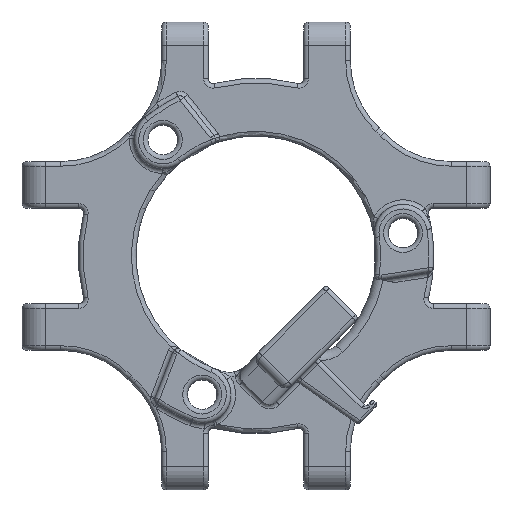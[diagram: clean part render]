
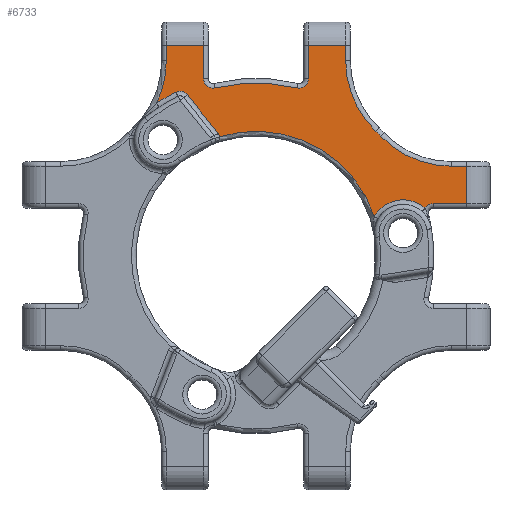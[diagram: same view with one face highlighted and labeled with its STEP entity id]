
A CAD part, top view. The second image highlights one B-rep face of the part: STEP entity #6733.
In plain terms, the highlighted planar face has unit normal (0, 0, 1).
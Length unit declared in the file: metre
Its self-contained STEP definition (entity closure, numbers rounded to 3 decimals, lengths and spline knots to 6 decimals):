
#297=PLANE('',#7273);
#414=LINE('',#10963,#722);
#415=LINE('',#10965,#723);
#416=LINE('',#10967,#724);
#417=LINE('',#10975,#725);
#418=LINE('',#10977,#726);
#419=LINE('',#10979,#727);
#420=LINE('',#10987,#728);
#421=LINE('',#10989,#729);
#422=LINE('',#10991,#730);
#423=LINE('',#10999,#731);
#424=LINE('',#11001,#732);
#722=VECTOR('',#8419,1.);
#723=VECTOR('',#8420,1.);
#724=VECTOR('',#8421,1.);
#725=VECTOR('',#8428,1.);
#726=VECTOR('',#8429,1.);
#727=VECTOR('',#8430,1.);
#728=VECTOR('',#8437,1.);
#729=VECTOR('',#8438,1.);
#730=VECTOR('',#8439,1.);
#731=VECTOR('',#8446,1.);
#732=VECTOR('',#8447,1.);
#1019=CIRCLE('',#7274,0.02675);
#1020=CIRCLE('',#7275,0.007175);
#1021=CIRCLE('',#7276,0.002);
#1022=CIRCLE('',#7277,0.021);
#1023=CIRCLE('',#7278,0.0371);
#1024=CIRCLE('',#7279,0.021);
#1025=CIRCLE('',#7280,0.002);
#1026=CIRCLE('',#7281,0.0371);
#1027=CIRCLE('',#7282,0.002);
#1028=CIRCLE('',#7283,0.021);
#1029=CIRCLE('',#7284,0.0391);
#1030=CIRCLE('',#7285,0.002);
#1657=ORIENTED_EDGE('',*,*,#3758,.T.);
#1658=ORIENTED_EDGE('',*,*,#3759,.T.);
#1659=ORIENTED_EDGE('',*,*,#3760,.T.);
#1660=ORIENTED_EDGE('',*,*,#3761,.T.);
#1661=ORIENTED_EDGE('',*,*,#3762,.T.);
#1662=ORIENTED_EDGE('',*,*,#3763,.T.);
#1663=ORIENTED_EDGE('',*,*,#3764,.T.);
#1664=ORIENTED_EDGE('',*,*,#3765,.T.);
#1665=ORIENTED_EDGE('',*,*,#3766,.T.);
#1666=ORIENTED_EDGE('',*,*,#3767,.T.);
#1667=ORIENTED_EDGE('',*,*,#3768,.F.);
#1668=ORIENTED_EDGE('',*,*,#3769,.T.);
#1669=ORIENTED_EDGE('',*,*,#3770,.F.);
#1670=ORIENTED_EDGE('',*,*,#3771,.T.);
#1671=ORIENTED_EDGE('',*,*,#3772,.F.);
#1672=ORIENTED_EDGE('',*,*,#3773,.T.);
#1673=ORIENTED_EDGE('',*,*,#3774,.T.);
#1674=ORIENTED_EDGE('',*,*,#3775,.T.);
#1675=ORIENTED_EDGE('',*,*,#3776,.T.);
#1676=ORIENTED_EDGE('',*,*,#3777,.T.);
#1677=ORIENTED_EDGE('',*,*,#3778,.T.);
#1678=ORIENTED_EDGE('',*,*,#3779,.T.);
#1679=ORIENTED_EDGE('',*,*,#3780,.T.);
#3758=EDGE_CURVE('',#4808,#4809,#1019,.F.);
#3759=EDGE_CURVE('',#4809,#4810,#1020,.F.);
#3760=EDGE_CURVE('',#4810,#4811,#1021,.F.);
#3761=EDGE_CURVE('',#4811,#4812,#414,.T.);
#3762=EDGE_CURVE('',#4812,#4813,#415,.T.);
#3763=EDGE_CURVE('',#4813,#4814,#416,.F.);
#3764=EDGE_CURVE('',#4814,#4815,#1022,.F.);
#3765=EDGE_CURVE('',#4815,#4816,#1023,.T.);
#3766=EDGE_CURVE('',#4816,#4817,#1024,.F.);
#3767=EDGE_CURVE('',#4817,#4818,#417,.T.);
#3768=EDGE_CURVE('',#4819,#4818,#418,.T.);
#3769=EDGE_CURVE('',#4819,#4820,#419,.F.);
#3770=EDGE_CURVE('',#4821,#4820,#1025,.T.);
#3771=EDGE_CURVE('',#4821,#4822,#1026,.T.);
#3772=EDGE_CURVE('',#4823,#4822,#1027,.T.);
#3773=EDGE_CURVE('',#4823,#4824,#420,.T.);
#3774=EDGE_CURVE('',#4824,#4825,#421,.T.);
#3775=EDGE_CURVE('',#4825,#4826,#422,.F.);
#3776=EDGE_CURVE('',#4826,#4827,#1028,.F.);
#3777=EDGE_CURVE('',#4827,#4828,#1029,.F.);
#3778=EDGE_CURVE('',#4828,#4829,#1030,.F.);
#3779=EDGE_CURVE('',#4829,#4830,#423,.T.);
#3780=EDGE_CURVE('',#4830,#4808,#424,.F.);
#4808=VERTEX_POINT('',#10957);
#4809=VERTEX_POINT('',#10958);
#4810=VERTEX_POINT('',#10960);
#4811=VERTEX_POINT('',#10962);
#4812=VERTEX_POINT('',#10964);
#4813=VERTEX_POINT('',#10966);
#4814=VERTEX_POINT('',#10968);
#4815=VERTEX_POINT('',#10970);
#4816=VERTEX_POINT('',#10972);
#4817=VERTEX_POINT('',#10974);
#4818=VERTEX_POINT('',#10976);
#4819=VERTEX_POINT('',#10978);
#4820=VERTEX_POINT('',#10980);
#4821=VERTEX_POINT('',#10982);
#4822=VERTEX_POINT('',#10984);
#4823=VERTEX_POINT('',#10986);
#4824=VERTEX_POINT('',#10988);
#4825=VERTEX_POINT('',#10990);
#4826=VERTEX_POINT('',#10992);
#4827=VERTEX_POINT('',#10994);
#4828=VERTEX_POINT('',#10996);
#4829=VERTEX_POINT('',#10998);
#4830=VERTEX_POINT('',#11000);
#5469=EDGE_LOOP('',(#1657,#1658,#1659,#1660,#1661,#1662,#1663,#1664,#1665,
#1666,#1667,#1668,#1669,#1670,#1671,#1672,#1673,#1674,#1675,#1676,#1677,
#1678,#1679));
#6017=FACE_BOUND('',#5469,.T.);
#6733=ADVANCED_FACE('',(#6017),#297,.T.);
#7273=AXIS2_PLACEMENT_3D('',#10955,#8411,#8412);
#7274=AXIS2_PLACEMENT_3D('',#10956,#8413,#8414);
#7275=AXIS2_PLACEMENT_3D('',#10959,#8415,#8416);
#7276=AXIS2_PLACEMENT_3D('',#10961,#8417,#8418);
#7277=AXIS2_PLACEMENT_3D('',#10969,#8422,#8423);
#7278=AXIS2_PLACEMENT_3D('',#10971,#8424,#8425);
#7279=AXIS2_PLACEMENT_3D('',#10973,#8426,#8427);
#7280=AXIS2_PLACEMENT_3D('',#10981,#8431,#8432);
#7281=AXIS2_PLACEMENT_3D('',#10983,#8433,#8434);
#7282=AXIS2_PLACEMENT_3D('',#10985,#8435,#8436);
#7283=AXIS2_PLACEMENT_3D('',#10993,#8440,#8441);
#7284=AXIS2_PLACEMENT_3D('',#10995,#8442,#8443);
#7285=AXIS2_PLACEMENT_3D('',#10997,#8444,#8445);
#8411=DIRECTION('',(0.,0.,1.));
#8412=DIRECTION('',(1.,0.,0.));
#8413=DIRECTION('',(0.,0.,1.));
#8414=DIRECTION('',(1.,0.,0.));
#8415=DIRECTION('',(0.,0.,1.));
#8416=DIRECTION('',(1.,0.,0.));
#8417=DIRECTION('',(0.,0.,1.));
#8418=DIRECTION('',(1.,0.,0.));
#8419=DIRECTION('',(1.,0.,0.));
#8420=DIRECTION('',(0.,1.,0.));
#8421=DIRECTION('',(1.,0.,0.));
#8422=DIRECTION('',(0.,0.,1.));
#8423=DIRECTION('',(1.,0.,0.));
#8424=DIRECTION('',(0.,0.,1.));
#8425=DIRECTION('',(1.,0.,0.));
#8426=DIRECTION('',(0.,0.,1.));
#8427=DIRECTION('',(1.,0.,0.));
#8428=DIRECTION('',(0.,1.,0.));
#8429=DIRECTION('',(1.,0.,0.));
#8430=DIRECTION('',(0.,1.,0.));
#8431=DIRECTION('',(0.,0.,1.));
#8432=DIRECTION('',(1.,0.,0.));
#8433=DIRECTION('',(0.,0.,1.));
#8434=DIRECTION('',(1.,0.,0.));
#8435=DIRECTION('',(0.,0.,1.));
#8436=DIRECTION('',(1.,0.,0.));
#8437=DIRECTION('',(0.,1.,0.));
#8438=DIRECTION('',(-1.,0.,0.));
#8439=DIRECTION('',(0.,1.,0.));
#8440=DIRECTION('',(0.,0.,1.));
#8441=DIRECTION('',(1.,0.,0.));
#8442=DIRECTION('',(0.,0.,1.));
#8443=DIRECTION('',(1.,0.,0.));
#8444=DIRECTION('',(0.,0.,1.));
#8445=DIRECTION('',(1.,0.,0.));
#8446=DIRECTION('',(0.626,-0.779,0.));
#8447=DIRECTION('',(-0.329,0.944,0.));
#10955=CARTESIAN_POINT('',(0.0381,0.,0.291028));
#10956=CARTESIAN_POINT('',(0.,0.,0.291028));
#10957=CARTESIAN_POINT('',(-0.007837,0.025576,0.291028));
#10958=CARTESIAN_POINT('',(0.025361,0.008508,0.291028));
#10959=CARTESIAN_POINT('',(0.03155,0.004879,0.291028));
#10960=CARTESIAN_POINT('',(0.036275,0.010278,0.291028));
#10961=CARTESIAN_POINT('',(0.03799,0.00925,0.291028));
#10962=CARTESIAN_POINT('',(0.03799,0.01125,0.291028));
#10963=CARTESIAN_POINT('',(0.0381,0.01125,0.291028));
#10964=CARTESIAN_POINT('',(0.045204,0.01125,0.291028));
#10965=CARTESIAN_POINT('',(0.045204,0.010248,0.291028));
#10966=CARTESIAN_POINT('',(0.045204,0.01925,0.291028));
#10967=CARTESIAN_POINT('',(0.041899,0.01925,0.291028));
#10968=CARTESIAN_POINT('',(0.041899,0.01925,0.291028));
#10969=CARTESIAN_POINT('',(0.041899,0.04025,0.291028));
#10970=CARTESIAN_POINT('',(0.026755,0.025702,0.291028));
#10971=CARTESIAN_POINT('',(0.,0.,
0.291028));
#10972=CARTESIAN_POINT('',(0.025702,0.026755,0.291028));
#10973=CARTESIAN_POINT('',(0.04025,0.041899,0.291028));
#10974=CARTESIAN_POINT('',(0.01925,0.041899,0.291028));
#10975=CARTESIAN_POINT('',(0.01925,0.,0.291028));
#10976=CARTESIAN_POINT('',(0.01925,0.045204,0.291028));
#10977=CARTESIAN_POINT('',(0.010248,0.045204,0.291028));
#10978=CARTESIAN_POINT('',(0.01125,0.045204,0.291028));
#10979=CARTESIAN_POINT('',(0.01125,0.,0.291028));
#10980=CARTESIAN_POINT('',(0.01125,0.03799,0.291028));
#10981=CARTESIAN_POINT('',(0.00925,0.03799,0.291028));
#10982=CARTESIAN_POINT('',(0.008777,0.036047,0.291028));
#10983=CARTESIAN_POINT('',(0.,0.,
0.291028));
#10984=CARTESIAN_POINT('',(-0.008777,0.036047,0.291028));
#10985=CARTESIAN_POINT('',(-0.00925,0.03799,0.291028));
#10986=CARTESIAN_POINT('',(-0.01125,0.03799,0.291028));
#10987=CARTESIAN_POINT('',(-0.01125,0.,0.291028));
#10988=CARTESIAN_POINT('',(-0.01125,0.045204,0.291028));
#10989=CARTESIAN_POINT('',(-0.010248,0.045204,0.291028));
#10990=CARTESIAN_POINT('',(-0.01925,0.045204,0.291028));
#10991=CARTESIAN_POINT('',(-0.01925,0.041899,0.291028));
#10992=CARTESIAN_POINT('',(-0.01925,0.041899,0.291028));
#10993=CARTESIAN_POINT('',(-0.04025,0.041899,0.291028));
#10994=CARTESIAN_POINT('',(-0.021342,0.032762,0.291028));
#10995=CARTESIAN_POINT('',(0.,0.,
0.291028));
#10996=CARTESIAN_POINT('',(-0.017177,0.035125,0.291028));
#10997=CARTESIAN_POINT('',(-0.016299,0.033328,0.291028));
#10998=CARTESIAN_POINT('',(-0.01474,0.034581,0.291028));
#10999=CARTESIAN_POINT('',(0.022884,-0.01223,0.291028));
#11000=CARTESIAN_POINT('',(-0.008092,0.02631,0.291028));
#11001=CARTESIAN_POINT('',(-0.007843,0.025594,0.291028));
